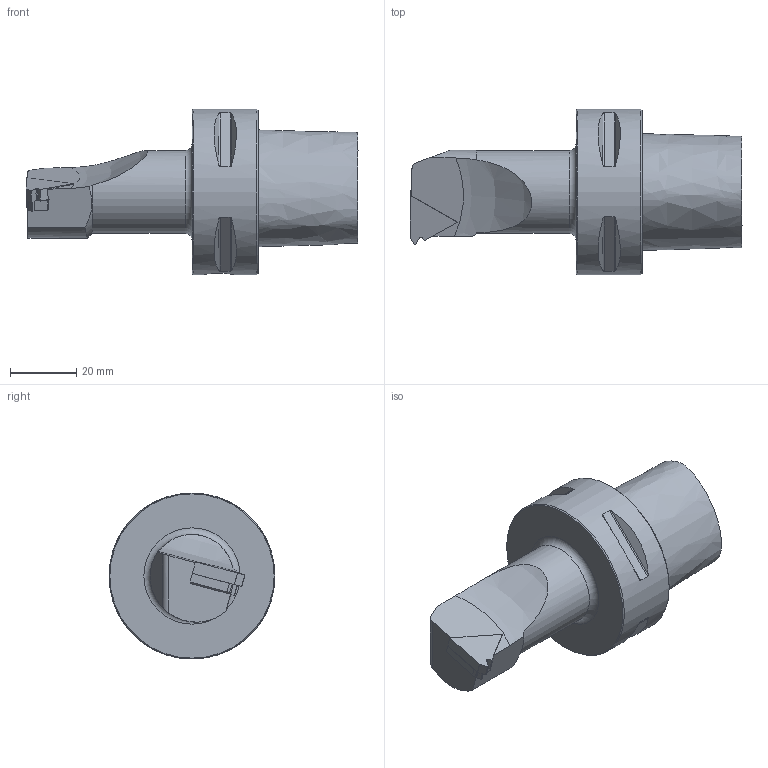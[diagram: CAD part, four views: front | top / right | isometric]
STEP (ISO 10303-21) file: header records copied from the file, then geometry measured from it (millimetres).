
FILE_DESCRIPTION(/* description */ (''),/* implementation_level */ '2;1');
FILE_NAME(/* name */ 'AC5 TIR 17070 16 H.stp',/* time_stamp */ '2024-12-12T14:54:40+03:00',/* author */ (''),/* organization */ (''),/* preprocessor_version */ 'ST-DEVELOPER v19.4',/* originating_system */ 'SIEMENS PLM Software NX2306.5001',/* authorisation */ '');
FILE_SCHEMA (('AUTOMOTIVE_DESIGN { 1 0 10303 214 3 1 1 1 }'));
Length unit declared in the file: millimetre
Products named in the file (1): AC5 TIR 17070 16 H-LIGHT_objects
Bounding box: 100 x 50 x 50 mm (x, y, z)
Volume: 86444.1 mm3; surface area: 14501.1 mm2
Topology: 2 solids, 2 shells, 74 faces, 187 edges, 123 vertices
Faces by surface type: plane 42, cylinder 22, cone 5, bspline 3, torus 2
Full cylindrical faces by diameter (mm): 4 x1, 10 x1, 25 x1, 50 x1
Entity records: 3755 total; most frequent: CARTESIAN_POINT 2056, ORIENTED_EDGE 334, DIRECTION 320, EDGE_CURVE 167, VERTEX_POINT 116, AXIS2_PLACEMENT_3D 112, LINE 96, VECTOR 96
